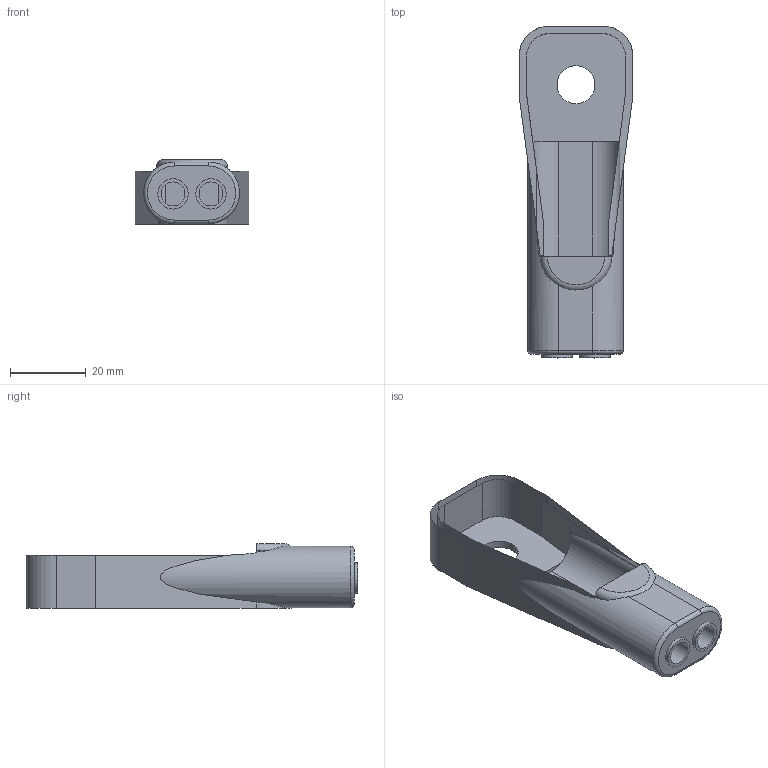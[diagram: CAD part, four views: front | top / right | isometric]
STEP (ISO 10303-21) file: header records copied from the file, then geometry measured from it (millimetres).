
FILE_DESCRIPTION((''),'2;1');
FILE_NAME('arm_weapon_part1.step','2015-04-08T01:15:18',('Usuario'),(''),'Autodesk Inventor 2013','Autodesk Inventor 2013','');
FILE_SCHEMA(('AUTOMOTIVE_DESIGN { 1 0 10303 214 1 1 1 1 }'));
Length unit declared in the file: millimetre
Products named in the file (1): arm_weapon_part1
Bounding box: 30 x 87.44 x 17 mm (x, y, z)
Volume: 8326 mm3; surface area: 11873.2 mm2
Topology: 1 solids, 1 shells, 82 faces, 274 edges, 162 vertices
Faces by surface type: plane 45, cylinder 31, sphere 3, torus 3
Full cylindrical faces by diameter (mm): 6.3 x2, 8 x4, 10 x1
Entity records: 2709 total; most frequent: CARTESIAN_POINT 658, DIRECTION 423, ORIENTED_EDGE 392, EDGE_CURVE 196, AXIS2_PLACEMENT_3D 161, VERTEX_POINT 129, VECTOR 101, LINE 101
